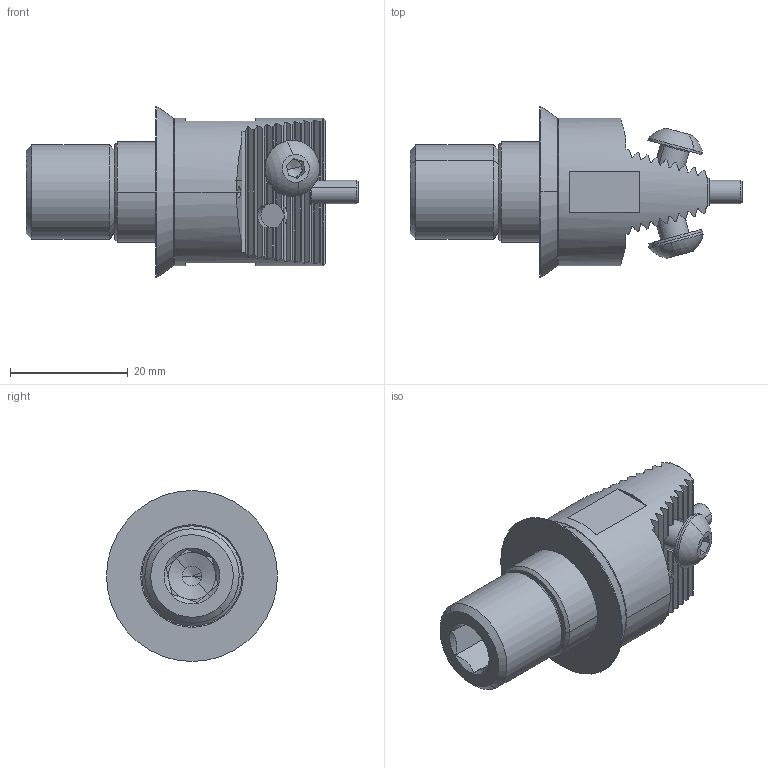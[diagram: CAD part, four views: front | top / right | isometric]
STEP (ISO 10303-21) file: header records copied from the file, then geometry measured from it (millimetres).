
FILE_DESCRIPTION (( 'STEP AP214' ), '1' );
FILE_NAME ('400.025.031.045.STEP', '2017-11-13T16:05:11', ( 'SWIAdmin' ), ( 'Hewlett-Packard Company' ), 'SwSTEP 2.0', 'SolidWorks 2017', '' );
FILE_SCHEMA (( 'AUTOMOTIVE_DESIGN' ));
Length unit declared in the file: millimetre
Products named in the file (8): D29-D25.HP5.003_A; HP5-ER2.012.030_A; Z20-ER2.001.013_A; Z25-ER1.001.012; Z25-ER1.003.012_A_gespannt; Z25-ER1.002.012_A; HP5-Z25.030.045_A; 400.025.031.045
Assembly tree (8 placements, depth 3):
  400.025.031.045
    HP5-Z25.030.045_A
    Z25-ER1.001.012
      Z25-ER1.002.012_A
      Z25-ER1.003.012_A_gespannt
    Z25-ER1.002.012_A
    Z20-ER2.001.013_A
    HP5-ER2.012.030_A
    D29-D25.HP5.003_A
Bounding box: 56.3 x 29 x 29 mm (x, y, z)
Volume: 14416.5 mm3; surface area: 8921.6 mm2
Topology: 7 solids, 7 shells, 356 faces, 915 edges, 569 vertices
Faces by surface type: plane 189, cylinder 93, cone 58, torus 12, sphere 4
Entity records: 11519 total; most frequent: CARTESIAN_POINT 3706, ORIENTED_EDGE 1694, DIRECTION 1417, EDGE_CURVE 847, AXIS2_PLACEMENT_3D 535, VERTEX_POINT 534, EDGE_LOOP 347, VECTOR 347
